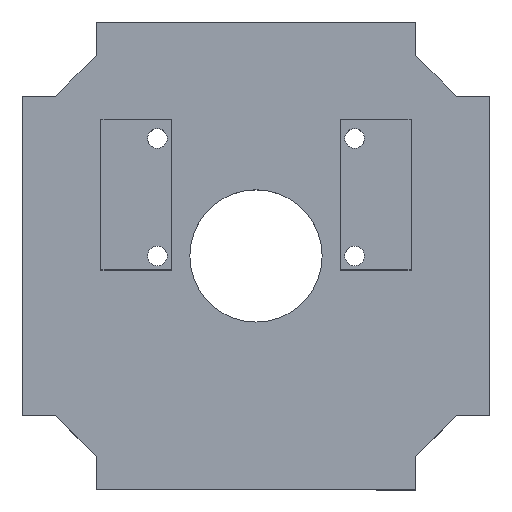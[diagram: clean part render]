
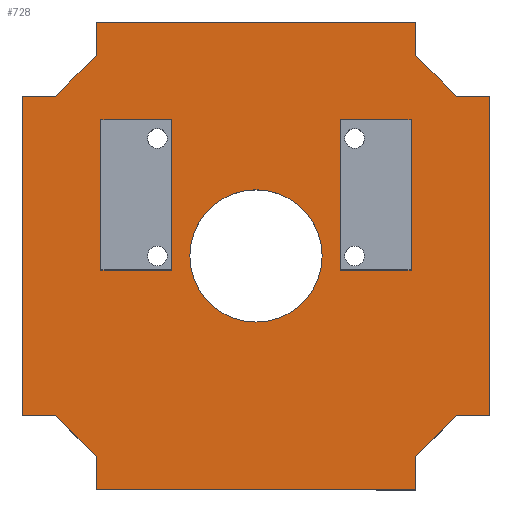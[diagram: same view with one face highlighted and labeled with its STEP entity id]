
A CAD part, top view. The second image highlights one B-rep face of the part: STEP entity #728.
In plain terms, the highlighted planar face has unit normal (0, 0, 1).
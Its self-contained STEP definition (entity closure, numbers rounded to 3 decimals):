
#91=FACE_BOUND('',#187,.T.);
#92=FACE_BOUND('',#188,.T.);
#93=FACE_BOUND('',#189,.T.);
#107=CIRCLE('',#790,7.042);
#149=FACE_OUTER_BOUND('',#186,.T.);
#186=EDGE_LOOP('',(#620,#621,#622,#623,#624,#625,#626,#627,#628,#629,#630,
#631,#632,#633,#634,#635));
#187=EDGE_LOOP('',(#636,#637,#638,#639));
#188=EDGE_LOOP('',(#640,#641,#642,#643));
#189=EDGE_LOOP('',(#644));
#197=LINE('',#978,#274);
#201=LINE('',#986,#278);
#204=LINE('',#992,#281);
#207=LINE('',#999,#284);
#211=LINE('',#1007,#288);
#214=LINE('',#1013,#291);
#217=LINE('',#1020,#294);
#221=LINE('',#1028,#298);
#224=LINE('',#1034,#301);
#227=LINE('',#1041,#304);
#231=LINE('',#1049,#308);
#234=LINE('',#1055,#311);
#241=LINE('',#1086,#318);
#245=LINE('',#1095,#322);
#249=LINE('',#1102,#326);
#251=LINE('',#1105,#328);
#253=LINE('',#1111,#330);
#257=LINE('',#1119,#334);
#260=LINE('',#1125,#337);
#263=LINE('',#1130,#340);
#265=LINE('',#1134,#342);
#267=LINE('',#1137,#344);
#269=LINE('',#1140,#346);
#271=LINE('',#1143,#348);
#274=VECTOR('',#803,10.);
#278=VECTOR('',#809,10.);
#281=VECTOR('',#814,10.);
#284=VECTOR('',#819,10.);
#288=VECTOR('',#825,10.);
#291=VECTOR('',#830,10.);
#294=VECTOR('',#835,10.);
#298=VECTOR('',#841,10.);
#301=VECTOR('',#846,10.);
#304=VECTOR('',#851,10.);
#308=VECTOR('',#857,10.);
#311=VECTOR('',#862,10.);
#318=VECTOR('',#895,10.);
#322=VECTOR('',#901,10.);
#326=VECTOR('',#907,10.);
#328=VECTOR('',#911,10.);
#330=VECTOR('',#917,10.);
#334=VECTOR('',#923,10.);
#337=VECTOR('',#928,10.);
#340=VECTOR('',#933,10.);
#342=VECTOR('',#939,10.);
#344=VECTOR('',#943,10.);
#346=VECTOR('',#947,10.);
#348=VECTOR('',#951,10.);
#351=VERTEX_POINT('',#976);
#352=VERTEX_POINT('',#977);
#355=VERTEX_POINT('',#985);
#357=VERTEX_POINT('',#991);
#359=VERTEX_POINT('',#997);
#360=VERTEX_POINT('',#998);
#363=VERTEX_POINT('',#1006);
#365=VERTEX_POINT('',#1012);
#367=VERTEX_POINT('',#1018);
#368=VERTEX_POINT('',#1019);
#371=VERTEX_POINT('',#1027);
#373=VERTEX_POINT('',#1033);
#375=VERTEX_POINT('',#1039);
#376=VERTEX_POINT('',#1040);
#379=VERTEX_POINT('',#1048);
#381=VERTEX_POINT('',#1054);
#391=VERTEX_POINT('',#1084);
#392=VERTEX_POINT('',#1085);
#395=VERTEX_POINT('',#1093);
#396=VERTEX_POINT('',#1094);
#399=VERTEX_POINT('',#1109);
#400=VERTEX_POINT('',#1110);
#403=VERTEX_POINT('',#1118);
#405=VERTEX_POINT('',#1124);
#407=VERTEX_POINT('',#1146);
#409=EDGE_CURVE('',#351,#352,#197,.T.);
#413=EDGE_CURVE('',#352,#355,#201,.T.);
#416=EDGE_CURVE('',#355,#357,#204,.T.);
#419=EDGE_CURVE('',#359,#360,#207,.T.);
#423=EDGE_CURVE('',#363,#359,#211,.T.);
#426=EDGE_CURVE('',#365,#363,#214,.T.);
#429=EDGE_CURVE('',#367,#368,#217,.T.);
#433=EDGE_CURVE('',#368,#371,#221,.T.);
#436=EDGE_CURVE('',#371,#373,#224,.T.);
#439=EDGE_CURVE('',#375,#376,#227,.T.);
#443=EDGE_CURVE('',#379,#375,#231,.T.);
#446=EDGE_CURVE('',#376,#381,#234,.T.);
#461=EDGE_CURVE('',#391,#392,#241,.T.);
#465=EDGE_CURVE('',#395,#396,#245,.T.);
#469=EDGE_CURVE('',#396,#391,#249,.T.);
#471=EDGE_CURVE('',#392,#395,#251,.T.);
#473=EDGE_CURVE('',#399,#400,#253,.T.);
#477=EDGE_CURVE('',#400,#403,#257,.T.);
#480=EDGE_CURVE('',#403,#405,#260,.T.);
#483=EDGE_CURVE('',#405,#399,#263,.T.);
#485=EDGE_CURVE('',#357,#379,#265,.T.);
#487=EDGE_CURVE('',#360,#351,#267,.T.);
#489=EDGE_CURVE('',#381,#367,#269,.T.);
#491=EDGE_CURVE('',#373,#365,#271,.T.);
#493=EDGE_CURVE('',#407,#407,#107,.T.);
#620=ORIENTED_EDGE('',*,*,#485,.F.);
#621=ORIENTED_EDGE('',*,*,#416,.F.);
#622=ORIENTED_EDGE('',*,*,#413,.F.);
#623=ORIENTED_EDGE('',*,*,#409,.F.);
#624=ORIENTED_EDGE('',*,*,#487,.F.);
#625=ORIENTED_EDGE('',*,*,#419,.F.);
#626=ORIENTED_EDGE('',*,*,#423,.F.);
#627=ORIENTED_EDGE('',*,*,#426,.F.);
#628=ORIENTED_EDGE('',*,*,#491,.F.);
#629=ORIENTED_EDGE('',*,*,#436,.F.);
#630=ORIENTED_EDGE('',*,*,#433,.F.);
#631=ORIENTED_EDGE('',*,*,#429,.F.);
#632=ORIENTED_EDGE('',*,*,#489,.F.);
#633=ORIENTED_EDGE('',*,*,#446,.F.);
#634=ORIENTED_EDGE('',*,*,#439,.F.);
#635=ORIENTED_EDGE('',*,*,#443,.F.);
#636=ORIENTED_EDGE('',*,*,#465,.T.);
#637=ORIENTED_EDGE('',*,*,#469,.T.);
#638=ORIENTED_EDGE('',*,*,#461,.T.);
#639=ORIENTED_EDGE('',*,*,#471,.T.);
#640=ORIENTED_EDGE('',*,*,#473,.T.);
#641=ORIENTED_EDGE('',*,*,#477,.T.);
#642=ORIENTED_EDGE('',*,*,#480,.T.);
#643=ORIENTED_EDGE('',*,*,#483,.T.);
#644=ORIENTED_EDGE('',*,*,#493,.T.);
#696=PLANE('',#789);
#728=ADVANCED_FACE('',(#149,#91,#92,#93),#696,.T.);
#789=AXIS2_PLACEMENT_3D('',#1145,#953,#954);
#790=AXIS2_PLACEMENT_3D('',#1147,#955,#956);
#803=DIRECTION('',(0.,-1.,0.));
#809=DIRECTION('',(0.707,-0.707,0.));
#814=DIRECTION('',(1.,0.,0.));
#819=DIRECTION('',(0.,1.,0.));
#825=DIRECTION('',(0.707,0.707,0.));
#830=DIRECTION('',(1.,0.,0.));
#835=DIRECTION('',(0.,1.,0.));
#841=DIRECTION('',(-0.707,0.707,0.));
#846=DIRECTION('',(-1.,0.,0.));
#851=DIRECTION('',(-0.707,-0.707,0.));
#857=DIRECTION('',(-1.,0.,0.));
#862=DIRECTION('',(0.,-1.,0.));
#895=DIRECTION('',(0.,1.,0.));
#901=DIRECTION('',(0.,-1.,0.));
#907=DIRECTION('',(-1.,0.,0.));
#911=DIRECTION('',(1.,0.,0.));
#917=DIRECTION('',(0.,-1.,0.));
#923=DIRECTION('',(-1.,0.,0.));
#928=DIRECTION('',(0.,1.,0.));
#933=DIRECTION('',(1.,0.,0.));
#939=DIRECTION('',(0.,-1.,0.));
#943=DIRECTION('',(1.,0.,0.));
#947=DIRECTION('',(-1.,0.,0.));
#951=DIRECTION('',(0.,1.,0.));
#953=DIRECTION('center_axis',(0.,0.,1.));
#954=DIRECTION('ref_axis',(1.,0.,0.));
#955=DIRECTION('center_axis',(0.,0.,-1.));
#956=DIRECTION('ref_axis',(-1.,0.,0.));
#976=CARTESIAN_POINT('',(-3.93,45.83,18.));
#977=CARTESIAN_POINT('',(-3.93,42.255,18.));
#978=CARTESIAN_POINT('',(-3.93,31.593,18.));
#985=CARTESIAN_POINT('',(0.395,37.93,18.));
#986=CARTESIAN_POINT('',(-0.686,39.011,18.));
#991=CARTESIAN_POINT('',(3.97,37.93,18.));
#992=CARTESIAN_POINT('',(-8.48,37.93,18.));
#997=CARTESIAN_POINT('',(-37.93,42.255,18.));
#998=CARTESIAN_POINT('',(-37.93,45.83,18.));
#999=CARTESIAN_POINT('',(-37.93,33.38,18.));
#1006=CARTESIAN_POINT('',(-42.255,37.93,18.));
#1007=CARTESIAN_POINT('',(-39.011,41.174,18.));
#1012=CARTESIAN_POINT('',(-45.83,37.93,18.));
#1013=CARTESIAN_POINT('',(-31.593,37.93,18.));
#1018=CARTESIAN_POINT('',(-37.93,-3.97,18.));
#1019=CARTESIAN_POINT('',(-37.93,-0.395,18.));
#1020=CARTESIAN_POINT('',(-37.93,10.267,18.));
#1027=CARTESIAN_POINT('',(-42.255,3.93,18.));
#1028=CARTESIAN_POINT('',(-41.174,2.849,18.));
#1033=CARTESIAN_POINT('',(-45.83,3.93,18.));
#1034=CARTESIAN_POINT('',(-33.38,3.93,18.));
#1039=CARTESIAN_POINT('',(0.395,3.93,18.));
#1040=CARTESIAN_POINT('',(-3.93,-0.395,18.));
#1041=CARTESIAN_POINT('',(-2.849,0.686,18.));
#1048=CARTESIAN_POINT('',(3.97,3.93,18.));
#1049=CARTESIAN_POINT('',(-10.267,3.93,18.));
#1054=CARTESIAN_POINT('',(-3.93,-3.97,18.));
#1055=CARTESIAN_POINT('',(-3.93,8.48,18.));
#1084=CARTESIAN_POINT('',(-37.43,19.43,18.));
#1085=CARTESIAN_POINT('',(-37.43,35.43,18.));
#1086=CARTESIAN_POINT('',(-37.43,28.18,18.));
#1093=CARTESIAN_POINT('',(-29.93,35.43,18.));
#1094=CARTESIAN_POINT('',(-29.93,19.43,18.));
#1095=CARTESIAN_POINT('',(-29.93,20.18,18.));
#1102=CARTESIAN_POINT('',(-27.18,19.43,18.));
#1105=CARTESIAN_POINT('',(-25.43,35.43,18.));
#1109=CARTESIAN_POINT('',(-4.43,35.43,18.));
#1110=CARTESIAN_POINT('',(-4.43,19.43,18.));
#1111=CARTESIAN_POINT('',(-4.43,20.18,18.));
#1118=CARTESIAN_POINT('',(-11.93,19.43,18.));
#1119=CARTESIAN_POINT('',(-16.43,19.43,18.));
#1124=CARTESIAN_POINT('',(-11.93,35.43,18.));
#1125=CARTESIAN_POINT('',(-11.93,28.18,18.));
#1130=CARTESIAN_POINT('',(-14.68,35.43,18.));
#1134=CARTESIAN_POINT('',(3.97,29.33,18.));
#1137=CARTESIAN_POINT('',(-29.33,45.83,18.));
#1140=CARTESIAN_POINT('',(-12.53,-3.97,18.));
#1143=CARTESIAN_POINT('',(-45.83,12.53,18.));
#1145=CARTESIAN_POINT('Origin',(-20.93,20.93,18.));
#1146=CARTESIAN_POINT('',(-13.888,20.93,18.));
#1147=CARTESIAN_POINT('Origin',(-20.93,20.93,18.));
